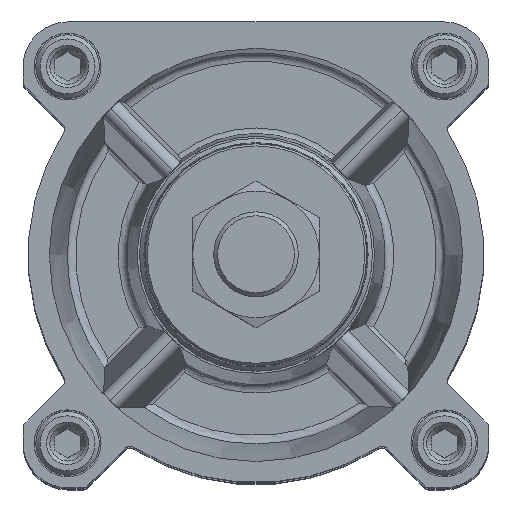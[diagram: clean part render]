
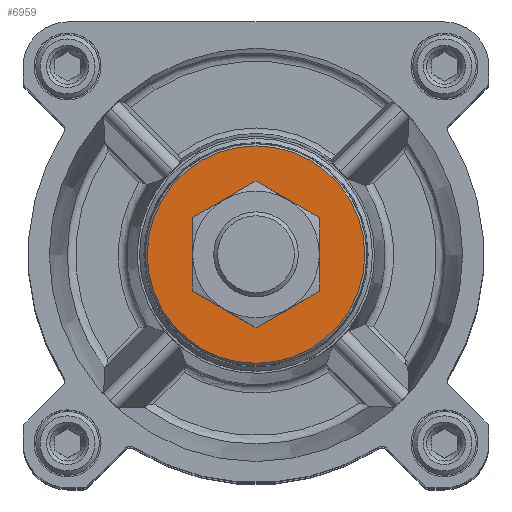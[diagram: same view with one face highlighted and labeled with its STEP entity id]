
A CAD part, top view. The second image highlights one B-rep face of the part: STEP entity #6959.
In plain terms, the highlighted planar face has unit normal (0, 0, 1).
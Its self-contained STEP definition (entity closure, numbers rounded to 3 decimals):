
#1166=PLANE('',#7680);
#1511=CIRCLE('',#7681,25.681);
#1512=CIRCLE('',#7682,12.5);
#2990=ORIENTED_EDGE('',*,*,#4301,.F.);
#2991=ORIENTED_EDGE('',*,*,#4302,.T.);
#4301=EDGE_CURVE('',#5068,#5068,#1511,.T.);
#4302=EDGE_CURVE('',#5069,#5069,#1512,.T.);
#5068=VERTEX_POINT('',#11971);
#5069=VERTEX_POINT('',#11973);
#5698=EDGE_LOOP('',(#2990));
#5699=EDGE_LOOP('',(#2991));
#6265=FACE_BOUND('',#5698,.T.);
#6266=FACE_BOUND('',#5699,.T.);
#6959=ADVANCED_FACE('',(#6265,#6266),#1166,.F.);
#7680=AXIS2_PLACEMENT_3D('',#11969,#9301,#9302);
#7681=AXIS2_PLACEMENT_3D('',#11970,#9303,#9304);
#7682=AXIS2_PLACEMENT_3D('',#11972,#9305,#9306);
#9301=DIRECTION('',(0.,0.,-1.));
#9302=DIRECTION('',(-1.,0.,0.));
#9303=DIRECTION('',(0.,0.,-1.));
#9304=DIRECTION('',(-1.,0.,0.));
#9305=DIRECTION('',(0.,0.,-1.));
#9306=DIRECTION('',(-1.,0.,0.));
#11969=CARTESIAN_POINT('',(0.,0.,38.));
#11970=CARTESIAN_POINT('',(0.,0.,38.));
#11971=CARTESIAN_POINT('',(-25.681,0.,38.));
#11972=CARTESIAN_POINT('',(0.,0.,38.));
#11973=CARTESIAN_POINT('',(-12.5,0.,38.));
